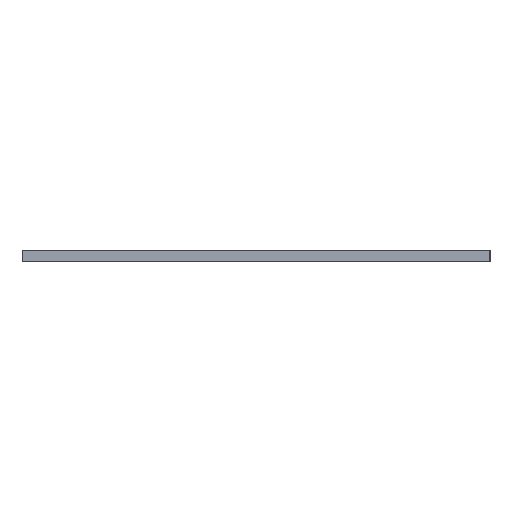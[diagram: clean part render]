
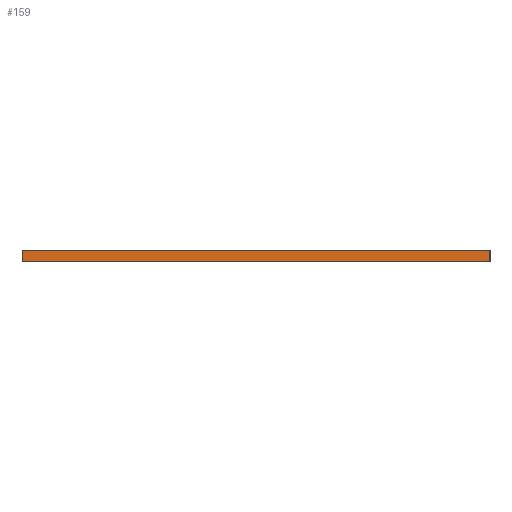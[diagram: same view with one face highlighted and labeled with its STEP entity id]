
A CAD part, front view. The second image highlights one B-rep face of the part: STEP entity #159.
In plain terms, the highlighted planar face has unit normal (0, -1, 0).
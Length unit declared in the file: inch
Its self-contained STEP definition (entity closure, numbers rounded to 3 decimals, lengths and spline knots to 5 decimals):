
#6 = CARTESIAN_POINT ( 'NONE',  ( -2.5, -1.5, 0. ) ) ;
#19 = CARTESIAN_POINT ( 'NONE',  ( 2.5, -1.5, -0.125 ) ) ;
#110 = CARTESIAN_POINT ( 'NONE',  ( 2.5, -1.5, 0. ) ) ;
#159 = ADVANCED_FACE ( 'NONE', ( #1119 ), #782, .F. ) ;
#168 = EDGE_CURVE ( 'NONE', #491, #547, #1349, .T. ) ;
#175 = EDGE_CURVE ( 'NONE', #473, #491, #1222, .T. ) ;
#194 = AXIS2_PLACEMENT_3D ( 'NONE', #784, #780, #781 ) ;
#256 = EDGE_CURVE ( 'NONE', #502, #547, #1097, .T. ) ;
#287 = EDGE_CURVE ( 'NONE', #473, #502, #942, .T. ) ;
#438 = DIRECTION ( 'NONE',  ( 0., 0., 1. ) ) ;
#439 = CARTESIAN_POINT ( 'NONE',  ( 2.5, -1.5, -0.125 ) ) ;
#473 = VERTEX_POINT ( 'NONE', #19 ) ;
#491 = VERTEX_POINT ( 'NONE', #1468 ) ;
#502 = VERTEX_POINT ( 'NONE', #110 ) ;
#547 = VERTEX_POINT ( 'NONE', #6 ) ;
#579 = DIRECTION ( 'NONE',  ( -1., 0., 0. ) ) ;
#580 = CARTESIAN_POINT ( 'NONE',  ( 2.5, -1.5, 0. ) ) ;
#780 = DIRECTION ( 'NONE',  ( 0., 1., 0. ) ) ;
#781 = DIRECTION ( 'NONE',  ( -1., 0., 0. ) ) ;
#782 = PLANE ( 'NONE',  #194 ) ;
#784 = CARTESIAN_POINT ( 'NONE',  ( 2.5, -1.5, -0.125 ) ) ;
#789 = DIRECTION ( 'NONE',  ( 0., 0., 1. ) ) ;
#798 = CARTESIAN_POINT ( 'NONE',  ( 2.5, -1.5, -0.125 ) ) ;
#804 = CARTESIAN_POINT ( 'NONE',  ( -2.5, -1.5, -0.125 ) ) ;
#813 = DIRECTION ( 'NONE',  ( -1., 0., 0. ) ) ;
#857 = VECTOR ( 'NONE', #789, 39.37008 ) ;
#942 = LINE ( 'NONE', #439, #992 ) ;
#992 = VECTOR ( 'NONE', #438, 39.37008 ) ;
#1010 = VECTOR ( 'NONE', #579, 39.37008 ) ;
#1079 = VECTOR ( 'NONE', #813, 39.37008 ) ;
#1097 = LINE ( 'NONE', #580, #1010 ) ;
#1119 = FACE_OUTER_BOUND ( 'NONE', #1193, .T. ) ;
#1193 = EDGE_LOOP ( 'NONE', ( #1197, #1312, #1279, #1251 ) ) ;
#1197 = ORIENTED_EDGE ( 'NONE', *, *, #256, .T. ) ;
#1222 = LINE ( 'NONE', #798, #1079 ) ;
#1251 = ORIENTED_EDGE ( 'NONE', *, *, #287, .T. ) ;
#1279 = ORIENTED_EDGE ( 'NONE', *, *, #175, .F. ) ;
#1312 = ORIENTED_EDGE ( 'NONE', *, *, #168, .F. ) ;
#1349 = LINE ( 'NONE', #804, #857 ) ;
#1468 = CARTESIAN_POINT ( 'NONE',  ( -2.5, -1.5, -0.125 ) ) ;
